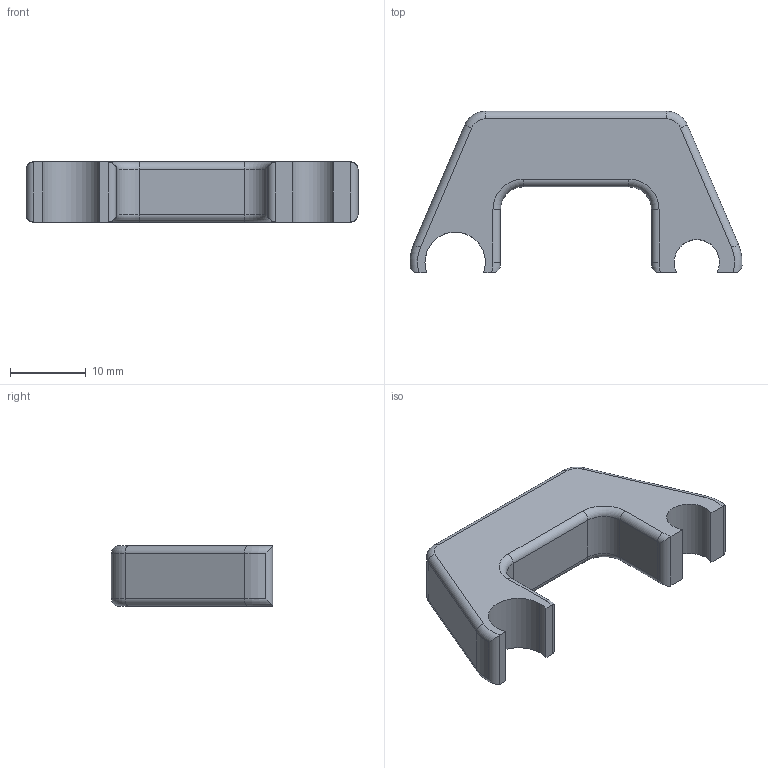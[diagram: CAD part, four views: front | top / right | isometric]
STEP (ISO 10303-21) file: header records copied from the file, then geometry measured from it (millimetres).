
FILE_DESCRIPTION(('FreeCAD Model'),'2;1');
FILE_NAME('Open CASCADE Shape Model','2023-01-15T11:46:36',('Author'),( ''),'Open CASCADE STEP processor 7.5','FreeCAD','Unknown');
FILE_SCHEMA(('AUTOMOTIVE_DESIGN { 1 0 10303 214 1 1 1 1 }'));
Length unit declared in the file: millimetre
Products named in the file (1): x-endstop-adj
Bounding box: 43.97 x 21.36 x 8 mm (x, y, z)
Volume: 3997.3 mm3; surface area: 2114.8 mm2
Topology: 1 solids, 1 shells, 55 faces, 135 edges, 82 vertices
Faces by surface type: cylinder 27, torus 16, plane 12
Entity records: 3810 total; most frequent: CARTESIAN_POINT 1083, DIRECTION 521, LINE 273, VECTOR 273, ORIENTED_EDGE 270, PCURVE 270, DEFINITIONAL_REPRESENTATION 270, EDGE_CURVE 135
